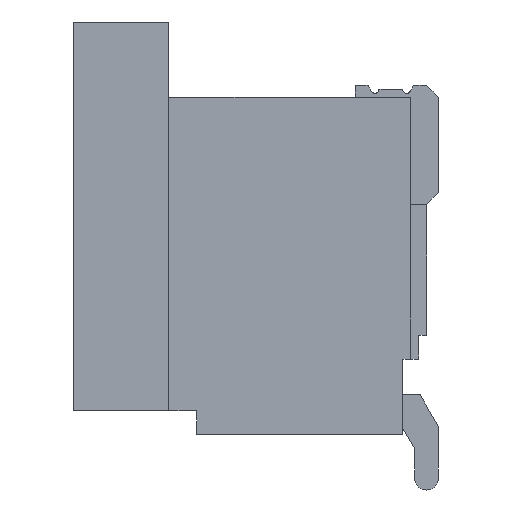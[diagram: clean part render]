
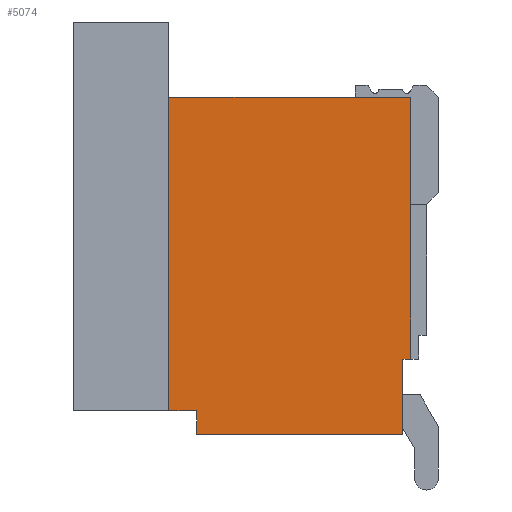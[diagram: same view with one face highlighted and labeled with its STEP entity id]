
A CAD part, left-side view. The second image highlights one B-rep face of the part: STEP entity #5074.
In plain terms, the highlighted planar face has unit normal (-1, 0, 0).
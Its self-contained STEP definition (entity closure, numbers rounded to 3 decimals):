
#1022=ORIENTED_EDGE('',*,*,#2101,.F.);
#1023=ORIENTED_EDGE('',*,*,#1990,.F.);
#1024=ORIENTED_EDGE('',*,*,#1997,.F.);
#1025=ORIENTED_EDGE('',*,*,#2102,.F.);
#1026=ORIENTED_EDGE('',*,*,#2103,.F.);
#1027=ORIENTED_EDGE('',*,*,#2104,.F.);
#1028=ORIENTED_EDGE('',*,*,#2105,.F.);
#1029=ORIENTED_EDGE('',*,*,#2090,.F.);
#1990=EDGE_CURVE('',#2583,#2584,#3159,.T.);
#1997=EDGE_CURVE('',#2588,#2583,#3166,.T.);
#2090=EDGE_CURVE('',#2670,#2671,#3255,.T.);
#2101=EDGE_CURVE('',#2584,#2670,#3266,.T.);
#2102=EDGE_CURVE('',#2679,#2588,#3267,.T.);
#2103=EDGE_CURVE('',#2680,#2679,#3268,.T.);
#2104=EDGE_CURVE('',#2681,#2680,#3269,.T.);
#2105=EDGE_CURVE('',#2671,#2681,#3270,.T.);
#2583=VERTEX_POINT('',#7681);
#2584=VERTEX_POINT('',#7683);
#2588=VERTEX_POINT('',#7694);
#2670=VERTEX_POINT('',#7883);
#2671=VERTEX_POINT('',#7885);
#2679=VERTEX_POINT('',#7907);
#2680=VERTEX_POINT('',#7909);
#2681=VERTEX_POINT('',#7911);
#3159=LINE('',#7682,#3840);
#3166=LINE('',#7695,#3847);
#3255=LINE('',#7884,#3936);
#3266=LINE('',#7905,#3947);
#3267=LINE('',#7906,#3948);
#3268=LINE('',#7908,#3949);
#3269=LINE('',#7910,#3950);
#3270=LINE('',#7912,#3951);
#3840=VECTOR('',#6266,1000.);
#3847=VECTOR('',#6275,1000.);
#3936=VECTOR('',#6400,1000.);
#3947=VECTOR('',#6415,1000.);
#3948=VECTOR('',#6416,1000.);
#3949=VECTOR('',#6417,1000.);
#3950=VECTOR('',#6418,1000.);
#3951=VECTOR('',#6419,1000.);
#4303=EDGE_LOOP('',(#1022,#1023,#1024,#1025,#1026,#1027,#1028,#1029));
#4570=FACE_BOUND('',#4303,.T.);
#4817=PLANE('',#5406);
#5074=ADVANCED_FACE('',(#4570),#4817,.F.);
#5406=AXIS2_PLACEMENT_3D('',#7904,#6413,#6414);
#6266=DIRECTION('',(0.,0.,1.));
#6275=DIRECTION('',(0.,1.,0.));
#6400=DIRECTION('',(0.,0.,-1.));
#6413=DIRECTION('',(1.,0.,0.));
#6414=DIRECTION('',(0.,0.,-1.));
#6415=DIRECTION('',(0.,-1.,0.));
#6416=DIRECTION('',(0.,0.,-1.));
#6417=DIRECTION('',(0.,1.,0.));
#6418=DIRECTION('',(0.,0.,-1.));
#6419=DIRECTION('',(0.,-1.,0.));
#7681=CARTESIAN_POINT('',(-5.7,4.25,-1.025));
#7682=CARTESIAN_POINT('',(-5.7,4.25,-1.025));
#7683=CARTESIAN_POINT('',(-5.7,4.25,2.025));
#7694=CARTESIAN_POINT('',(-5.7,0.3,-1.025));
#7695=CARTESIAN_POINT('',(-5.7,0.,-1.025));
#7883=CARTESIAN_POINT('',(-5.7,0.95,2.025));
#7884=CARTESIAN_POINT('',(-5.7,0.95,2.125));
#7885=CARTESIAN_POINT('',(-5.7,0.95,1.925));
#7904=CARTESIAN_POINT('',(-5.7,0.,0.));
#7905=CARTESIAN_POINT('',(-5.7,5.2,2.025));
#7906=CARTESIAN_POINT('',(-5.7,0.3,-0.675));
#7907=CARTESIAN_POINT('',(-5.7,0.3,-0.675));
#7908=CARTESIAN_POINT('',(-5.7,0.,-0.675));
#7909=CARTESIAN_POINT('',(-5.7,0.,-0.675));
#7910=CARTESIAN_POINT('',(-5.7,0.,1.925));
#7911=CARTESIAN_POINT('',(-5.7,0.,1.925));
#7912=CARTESIAN_POINT('',(-5.7,0.95,1.925));
